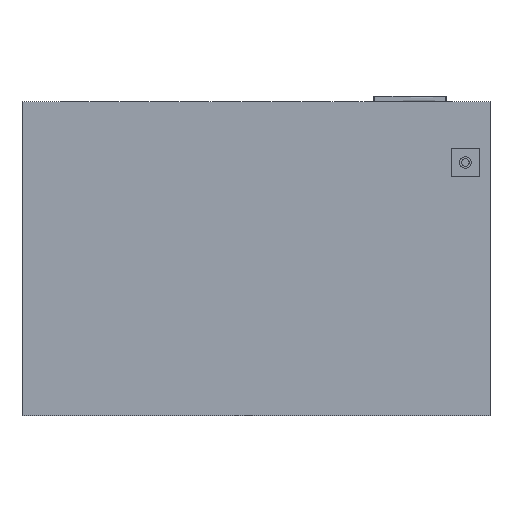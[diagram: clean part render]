
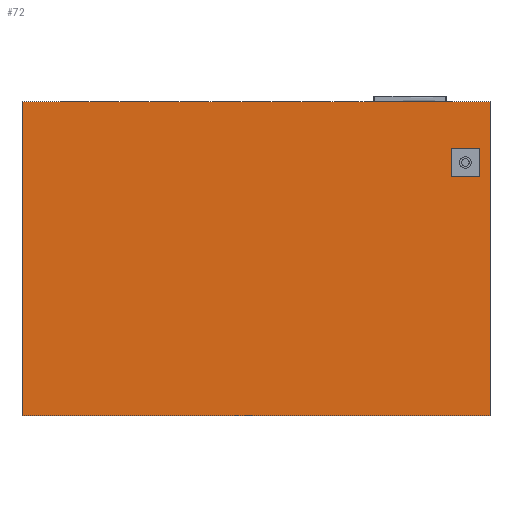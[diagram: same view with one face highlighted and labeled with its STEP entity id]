
A CAD part, front view. The second image highlights one B-rep face of the part: STEP entity #72.
In plain terms, the highlighted planar face has unit normal (0, -1, 0).
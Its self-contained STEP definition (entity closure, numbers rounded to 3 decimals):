
#72=ADVANCED_FACE('',(#1315,#1316),#1317,.T.);
#1315=FACE_OUTER_BOUND('',#4057,.T.);
#1316=FACE_BOUND('',#4058,.T.);
#1317=PLANE('',#4059);
#4057=EDGE_LOOP('',(#7345,#7346,#7347,#7348));
#4058=EDGE_LOOP('',(#7349,#7350,#7351,#7352));
#4059=AXIS2_PLACEMENT_3D('',#7353,#7354,#7355);
#7345=ORIENTED_EDGE('',*,*,#18869,.T.);
#7346=ORIENTED_EDGE('',*,*,#18950,.T.);
#7347=ORIENTED_EDGE('',*,*,#18582,.F.);
#7348=ORIENTED_EDGE('',*,*,#18580,.F.);
#7349=ORIENTED_EDGE('',*,*,#18951,.F.);
#7350=ORIENTED_EDGE('',*,*,#18952,.F.);
#7351=ORIENTED_EDGE('',*,*,#18953,.F.);
#7352=ORIENTED_EDGE('',*,*,#18954,.F.);
#7353=CARTESIAN_POINT('',(0.0,0.0,0.0));
#7354=DIRECTION('',(0.0,-1.0,0.0));
#7355=DIRECTION('',(0.0,0.0,-1.0));
#18580=EDGE_CURVE('',#21912,#21914,#21915,.T.);
#18582=EDGE_CURVE('',#21914,#21917,#21918,.T.);
#18869=EDGE_CURVE('',#21912,#22487,#22489,.T.);
#18950=EDGE_CURVE('',#22487,#21917,#22650,.T.);
#18951=EDGE_CURVE('',#22651,#22652,#22653,.T.);
#18952=EDGE_CURVE('',#22654,#22651,#22655,.T.);
#18953=EDGE_CURVE('',#22656,#22654,#22657,.T.);
#18954=EDGE_CURVE('',#22652,#22656,#22658,.T.);
#21912=VERTEX_POINT('',#27576);
#21914=VERTEX_POINT('',#27579);
#21915=LINE('',#27580,#27581);
#21917=VERTEX_POINT('',#27584);
#21918=LINE('',#27585,#27586);
#22487=VERTEX_POINT('',#28467);
#22489=LINE('',#28470,#28471);
#22650=LINE('',#28696,#28697);
#22651=VERTEX_POINT('',#28698);
#22652=VERTEX_POINT('',#28699);
#22653=LINE('',#28700,#28701);
#22654=VERTEX_POINT('',#28702);
#22655=LINE('',#28703,#28704);
#22656=VERTEX_POINT('',#28705);
#22657=LINE('',#28706,#28707);
#22658=LINE('',#28708,#28709);
#27576=CARTESIAN_POINT('',(0.0,0.,0.0));
#27579=CARTESIAN_POINT('',(0.0,0.0,335.8));
#27580=CARTESIAN_POINT('',(0.0,0.,0.0));
#27581=VECTOR('',#39232,335.8);
#27584=CARTESIAN_POINT('',(500.0,0.0,335.8));
#27585=CARTESIAN_POINT('',(0.0,0.0,335.8));
#27586=VECTOR('',#39234,500.0);
#28467=CARTESIAN_POINT('',(500.0,0.,0.0));
#28470=CARTESIAN_POINT('',(0.0,0.,0.0));
#28471=VECTOR('',#39517,500.0);
#28696=CARTESIAN_POINT('',(500.0,0.,0.0));
#28697=VECTOR('',#39630,335.8);
#28698=CARTESIAN_POINT('',(488.88,0.0,286.0));
#28699=CARTESIAN_POINT('',(458.88,0.0,286.0));
#28700=CARTESIAN_POINT('',(488.88,0.0,286.0));
#28701=VECTOR('',#39631,30.0);
#28702=CARTESIAN_POINT('',(488.88,0.0,256.0));
#28703=CARTESIAN_POINT('',(488.88,0.0,256.0));
#28704=VECTOR('',#39632,30.0);
#28705=CARTESIAN_POINT('',(458.88,0.0,256.0));
#28706=CARTESIAN_POINT('',(458.88,0.0,256.0));
#28707=VECTOR('',#39633,30.0);
#28708=CARTESIAN_POINT('',(458.88,0.0,286.0));
#28709=VECTOR('',#39634,30.0);
#39232=DIRECTION('',(0.0,0.0,1.0));
#39234=DIRECTION('',(1.0,0.0,0.0));
#39517=DIRECTION('',(1.0,0.0,0.0));
#39630=DIRECTION('',(0.0,0.0,1.0));
#39631=DIRECTION('',(-1.0,0.0,0.0));
#39632=DIRECTION('',(0.0,0.0,1.0));
#39633=DIRECTION('',(1.0,0.0,0.0));
#39634=DIRECTION('',(0.0,0.0,-1.0));
